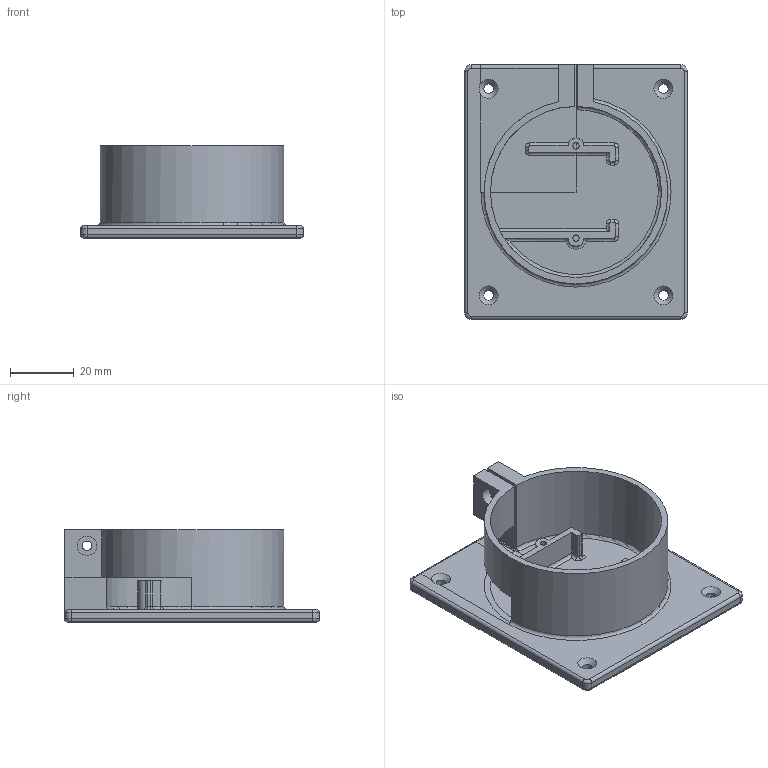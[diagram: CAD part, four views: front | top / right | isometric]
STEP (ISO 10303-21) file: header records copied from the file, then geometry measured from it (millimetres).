
FILE_DESCRIPTION(('FreeCAD Model'),'2;1');
FILE_NAME('Open CASCADE Shape Model','2022-10-16T17:28:07',(''),(''), 'Open CASCADE STEP processor 7.5','FreeCAD','Unknown');
FILE_SCHEMA(('AUTOMOTIVE_DESIGN { 1 0 10303 214 1 1 1 1 }'));
Length unit declared in the file: millimetre
Products named in the file (1): Body
Bounding box: 70 x 80 x 29 mm (x, y, z)
Volume: 33467.9 mm3; surface area: 22720.9 mm2
Topology: 1 solids, 1 shells, 120 faces, 301 edges, 186 vertices
Faces by surface type: cylinder 52, plane 45, torus 19, cone 4
Full cylindrical faces by diameter (mm): 2 x2, 3 x6, 6.1 x1
Entity records: 8116 total; most frequent: CARTESIAN_POINT 1892, DIRECTION 1227, LINE 683, VECTOR 683, ORIENTED_EDGE 602, PCURVE 602, DEFINITIONAL_REPRESENTATION 602, EDGE_CURVE 301
